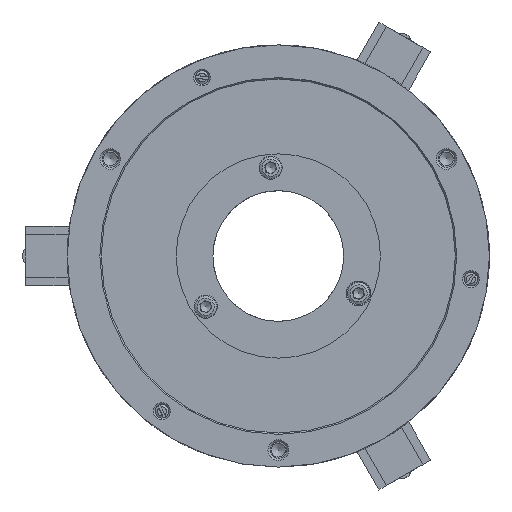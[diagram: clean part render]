
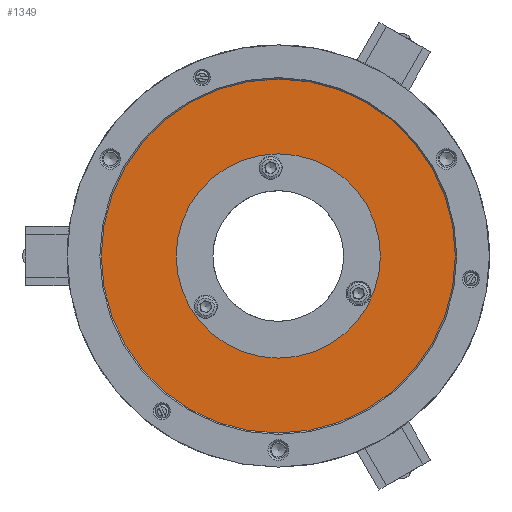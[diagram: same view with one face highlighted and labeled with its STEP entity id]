
A CAD part, left-side view. The second image highlights one B-rep face of the part: STEP entity #1349.
In plain terms, the highlighted planar face has unit normal (-1, 0, 0).
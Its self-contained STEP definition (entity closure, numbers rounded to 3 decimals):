
#1349 = ADVANCED_FACE( '', ( #3190, #3191 ), #3192, .T. );
#3190 = FACE_BOUND( '', #5615, .T. );
#3191 = FACE_OUTER_BOUND( '', #5616, .T. );
#3192 = PLANE( '', #5617 );
#5615 = EDGE_LOOP( '', ( #9809 ) );
#5616 = EDGE_LOOP( '', ( #9810 ) );
#5617 = AXIS2_PLACEMENT_3D( '', #9811, #9812, #9813 );
#9809 = ORIENTED_EDGE( '', *, *, #15217, .T. );
#9810 = ORIENTED_EDGE( '', *, *, #15218, .F. );
#9811 = CARTESIAN_POINT( '', ( -89., 65., -112.583 ) );
#9812 = DIRECTION( '', ( -1., 0., 0. ) );
#9813 = DIRECTION( '', ( 0., 0., 1. ) );
#15217 = EDGE_CURVE( '', #18749, #18749, #18750, .T. );
#15218 = EDGE_CURVE( '', #18751, #18751, #18752, .T. );
#18749 = VERTEX_POINT( '', #24219 );
#18750 = CIRCLE( '', #24220, 75. );
#18751 = VERTEX_POINT( '', #24221 );
#18752 = CIRCLE( '', #24222, 130. );
#24219 = CARTESIAN_POINT( '', ( -89., 0., -75. ) );
#24220 = AXIS2_PLACEMENT_3D( '', #28078, #28079, #28080 );
#24221 = CARTESIAN_POINT( '', ( -89., 0., -130. ) );
#24222 = AXIS2_PLACEMENT_3D( '', #28081, #28082, #28083 );
#28078 = CARTESIAN_POINT( '', ( -89., 0., 0. ) );
#28079 = DIRECTION( '', ( 1., 0., 0. ) );
#28080 = DIRECTION( '', ( 0., 0., -1. ) );
#28081 = CARTESIAN_POINT( '', ( -89., 0., 0. ) );
#28082 = DIRECTION( '', ( 1., 0., 0. ) );
#28083 = DIRECTION( '', ( 0., 0., -1. ) );
